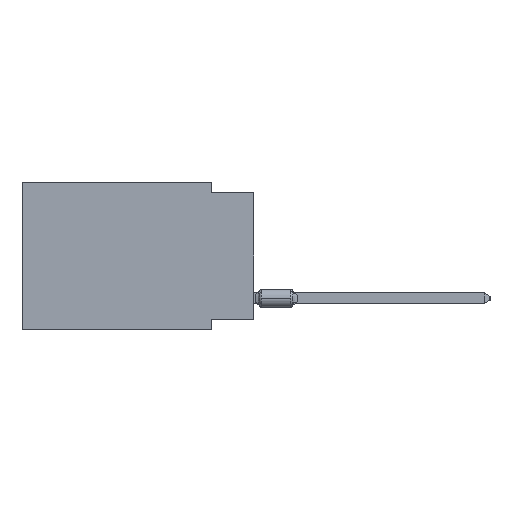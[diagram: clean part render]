
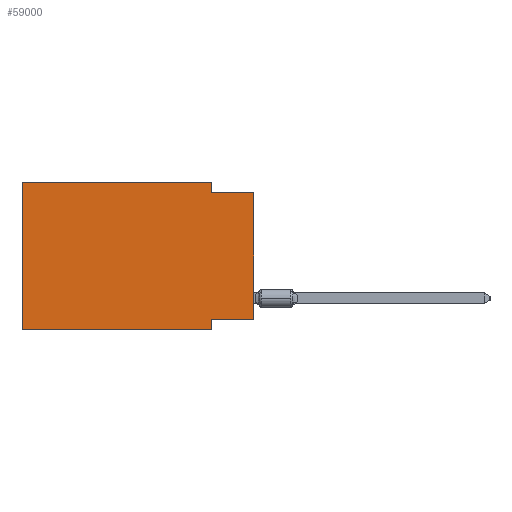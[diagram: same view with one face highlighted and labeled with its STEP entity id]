
A CAD part, left-side view. The second image highlights one B-rep face of the part: STEP entity #59000.
In plain terms, the highlighted planar face has unit normal (-1, 0, 0).
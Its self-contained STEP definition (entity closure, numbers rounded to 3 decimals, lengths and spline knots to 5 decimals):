
#5263 = VERTEX_POINT ( 'NONE', #106156 ) ;
#9577 = VECTOR ( 'NONE', #84342, 39.37008 ) ;
#11356 = VECTOR ( 'NONE', #41359, 39.37008 ) ;
#12761 = CARTESIAN_POINT ( 'NONE',  ( 0., 0.1, 0. ) ) ;
#12829 = CARTESIAN_POINT ( 'NONE',  ( 0., 0.1, -0.35 ) ) ;
#13344 = ORIENTED_EDGE ( 'NONE', *, *, #26110, .T. ) ;
#14200 = LINE ( 'NONE', #23125, #72551 ) ;
#15355 = VERTEX_POINT ( 'NONE', #90850 ) ;
#23125 = CARTESIAN_POINT ( 'NONE',  ( 0., 0., 0. ) ) ;
#24005 = VECTOR ( 'NONE', #116189, 39.37008 ) ;
#24185 = DIRECTION ( 'NONE',  ( 0., 1., 0. ) ) ;
#26110 = EDGE_CURVE ( 'NONE', #26296, #37399, #53021, .T. ) ;
#26296 = VERTEX_POINT ( 'NONE', #50521 ) ;
#26763 = PLANE ( 'NONE',  #39618 ) ;
#28408 = VERTEX_POINT ( 'NONE', #43687 ) ;
#29495 = EDGE_CURVE ( 'NONE', #26296, #5263, #104486, .T. ) ;
#30125 = EDGE_CURVE ( 'NONE', #63742, #15355, #91518, .T. ) ;
#31602 = EDGE_CURVE ( 'NONE', #65657, #41821, #14200, .T. ) ;
#31603 = VECTOR ( 'NONE', #61940, 39.37008 ) ;
#32710 = EDGE_CURVE ( 'NONE', #28408, #37399, #93473, .T. ) ;
#33767 = CARTESIAN_POINT ( 'NONE',  ( 0., 0., -0.325 ) ) ;
#34176 = VECTOR ( 'NONE', #24185, 39.37008 ) ;
#37399 = VERTEX_POINT ( 'NONE', #12829 ) ;
#39618 = AXIS2_PLACEMENT_3D ( 'NONE', #54134, #45793, #90493 ) ;
#40448 = EDGE_LOOP ( 'NONE', ( #88667, #106495, #92678, #46564, #63830, #13344, #103733, #77584 ) ) ;
#41359 = DIRECTION ( 'NONE',  ( 0., 0., 1. ) ) ;
#41821 = VERTEX_POINT ( 'NONE', #113640 ) ;
#43198 = EDGE_CURVE ( 'NONE', #15355, #41821, #70748, .T. ) ;
#43687 = CARTESIAN_POINT ( 'NONE',  ( 0., 0.1, -0.325 ) ) ;
#43945 = CARTESIAN_POINT ( 'NONE',  ( 0., 0., -0.025 ) ) ;
#45793 = DIRECTION ( 'NONE',  ( 1., 0., 0. ) ) ;
#45882 = CARTESIAN_POINT ( 'NONE',  ( 0., 0.55, 0. ) ) ;
#46564 = ORIENTED_EDGE ( 'NONE', *, *, #109466, .F. ) ;
#50521 = CARTESIAN_POINT ( 'NONE',  ( 0., 0.55, -0.35 ) ) ;
#53021 = LINE ( 'NONE', #72056, #31603 ) ;
#54134 = CARTESIAN_POINT ( 'NONE',  ( 0., 0.55, 0. ) ) ;
#57509 = CARTESIAN_POINT ( 'NONE',  ( 0., 0.1, 0. ) ) ;
#59000 = ADVANCED_FACE ( 'NONE', ( #82461 ), #26763, .F. ) ;
#61940 = DIRECTION ( 'NONE',  ( 0., -1., 0. ) ) ;
#63742 = VERTEX_POINT ( 'NONE', #12761 ) ;
#63830 = ORIENTED_EDGE ( 'NONE', *, *, #29495, .F. ) ;
#65657 = VERTEX_POINT ( 'NONE', #33767 ) ;
#70748 = LINE ( 'NONE', #43945, #113023 ) ;
#72056 = CARTESIAN_POINT ( 'NONE',  ( 0., 0.55, -0.35 ) ) ;
#72551 = VECTOR ( 'NONE', #105324, 39.37008 ) ;
#76014 = CARTESIAN_POINT ( 'NONE',  ( 0., 0., -0.325 ) ) ;
#77584 = ORIENTED_EDGE ( 'NONE', *, *, #115435, .F. ) ;
#82461 = FACE_OUTER_BOUND ( 'NONE', #40448, .T. ) ;
#84342 = DIRECTION ( 'NONE',  ( 0., 0., -1. ) ) ;
#88667 = ORIENTED_EDGE ( 'NONE', *, *, #31602, .T. ) ;
#90493 = DIRECTION ( 'NONE',  ( 0., 0., -1. ) ) ;
#90850 = CARTESIAN_POINT ( 'NONE',  ( 0., 0.1, -0.025 ) ) ;
#91518 = LINE ( 'NONE', #57509, #9577 ) ;
#91801 = VECTOR ( 'NONE', #94629, 39.37008 ) ;
#92678 = ORIENTED_EDGE ( 'NONE', *, *, #30125, .F. ) ;
#93229 = CARTESIAN_POINT ( 'NONE',  ( 0., 0.55, 0. ) ) ;
#93473 = LINE ( 'NONE', #95205, #91801 ) ;
#94629 = DIRECTION ( 'NONE',  ( 0., 0., -1. ) ) ;
#95205 = CARTESIAN_POINT ( 'NONE',  ( 0., 0.1, -0.35 ) ) ;
#99338 = DIRECTION ( 'NONE',  ( 0., -1., 0. ) ) ;
#99520 = LINE ( 'NONE', #45882, #24005 ) ;
#103733 = ORIENTED_EDGE ( 'NONE', *, *, #32710, .F. ) ;
#104486 = LINE ( 'NONE', #93229, #11356 ) ;
#105324 = DIRECTION ( 'NONE',  ( 0., 0., 1. ) ) ;
#106156 = CARTESIAN_POINT ( 'NONE',  ( 0., 0.55, 0. ) ) ;
#106495 = ORIENTED_EDGE ( 'NONE', *, *, #43198, .F. ) ;
#109466 = EDGE_CURVE ( 'NONE', #5263, #63742, #99520, .T. ) ;
#112937 = LINE ( 'NONE', #76014, #34176 ) ;
#113023 = VECTOR ( 'NONE', #99338, 39.37008 ) ;
#113640 = CARTESIAN_POINT ( 'NONE',  ( 0., 0., -0.025 ) ) ;
#115435 = EDGE_CURVE ( 'NONE', #65657, #28408, #112937, .T. ) ;
#116189 = DIRECTION ( 'NONE',  ( 0., -1., 0. ) ) ;
